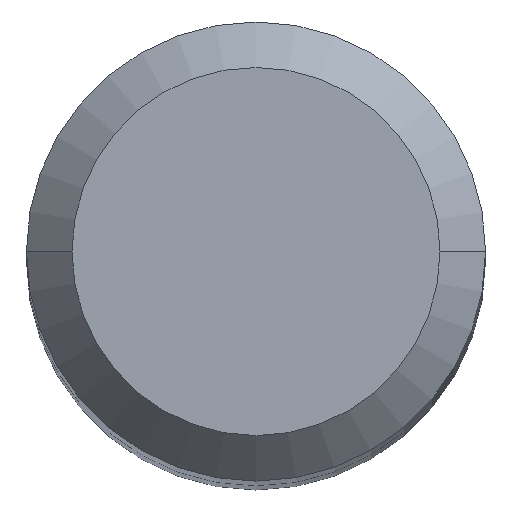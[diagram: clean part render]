
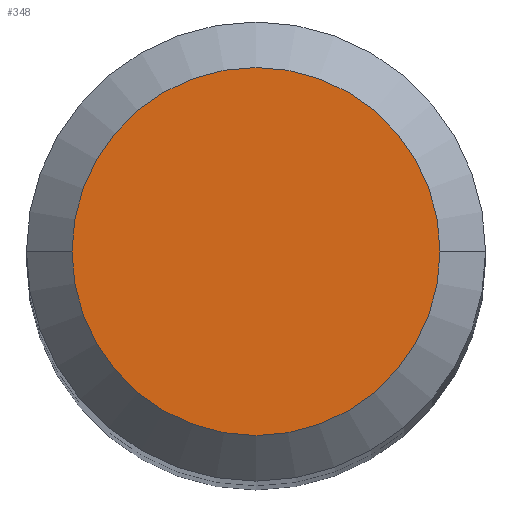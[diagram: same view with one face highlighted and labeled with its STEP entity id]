
A CAD part, top view. The second image highlights one B-rep face of the part: STEP entity #348.
In plain terms, the highlighted planar face has unit normal (0, 0, 1).
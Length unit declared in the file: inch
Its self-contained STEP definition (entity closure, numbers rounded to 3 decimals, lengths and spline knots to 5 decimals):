
#14 = DIRECTION ( 'NONE',  ( 0., 0., -1. ) ) ;
#32 = CARTESIAN_POINT ( 'NONE',  ( 0., 0., 0. ) ) ;
#44 = CIRCLE ( 'NONE', #113, 0.12625 ) ;
#53 = CARTESIAN_POINT ( 'NONE',  ( -0.12625, 0., 0. ) ) ;
#65 = CARTESIAN_POINT ( 'NONE',  ( 0., 0., 0. ) ) ;
#67 = PLANE ( 'NONE',  #259 ) ;
#72 = VERTEX_POINT ( 'NONE', #53 ) ;
#88 = DIRECTION ( 'NONE',  ( 0., 0., 1. ) ) ;
#92 = DIRECTION ( 'NONE',  ( 1., 0., 0. ) ) ;
#106 = CIRCLE ( 'NONE', #316, 0.12625 ) ;
#113 = AXIS2_PLACEMENT_3D ( 'NONE', #334, #88, #92 ) ;
#147 = EDGE_LOOP ( 'NONE', ( #184, #337 ) ) ;
#148 = CARTESIAN_POINT ( 'NONE',  ( 0.12625, 0., 0. ) ) ;
#175 = DIRECTION ( 'NONE',  ( -1., 0., 0. ) ) ;
#184 = ORIENTED_EDGE ( 'NONE', *, *, #343, .T. ) ;
#199 = DIRECTION ( 'NONE',  ( 0., 0., 1. ) ) ;
#250 = VERTEX_POINT ( 'NONE', #148 ) ;
#259 = AXIS2_PLACEMENT_3D ( 'NONE', #65, #14, #175 ) ;
#304 = FACE_OUTER_BOUND ( 'NONE', #147, .T. ) ;
#316 = AXIS2_PLACEMENT_3D ( 'NONE', #32, #199, #335 ) ;
#321 = EDGE_CURVE ( 'NONE', #250, #72, #106, .T. ) ;
#334 = CARTESIAN_POINT ( 'NONE',  ( 0., 0., 0. ) ) ;
#335 = DIRECTION ( 'NONE',  ( 1., 0., 0. ) ) ;
#337 = ORIENTED_EDGE ( 'NONE', *, *, #321, .T. ) ;
#343 = EDGE_CURVE ( 'NONE', #72, #250, #44, .T. ) ;
#348 = ADVANCED_FACE ( 'NONE', ( #304 ), #67, .F. ) ;
